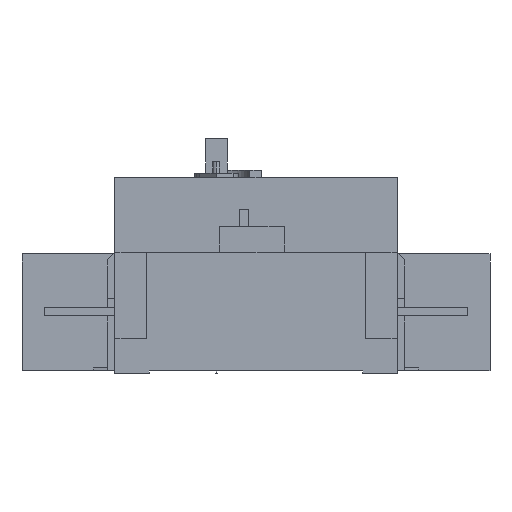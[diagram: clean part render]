
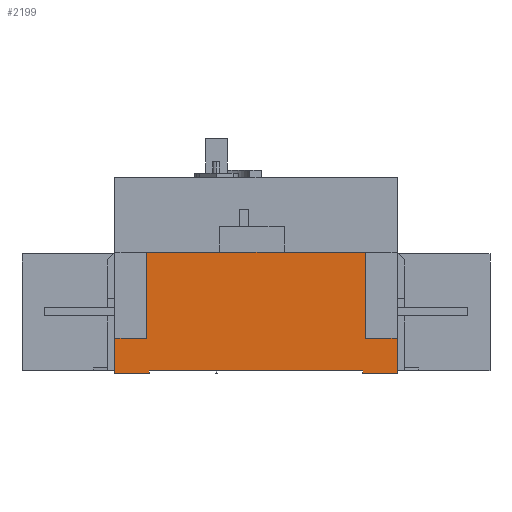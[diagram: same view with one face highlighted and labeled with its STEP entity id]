
A CAD part, left-side view. The second image highlights one B-rep face of the part: STEP entity #2199.
In plain terms, the highlighted planar face has unit normal (-1, 0, 0).
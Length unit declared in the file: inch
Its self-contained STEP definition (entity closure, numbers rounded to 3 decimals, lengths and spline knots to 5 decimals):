
#91 = LINE ( 'NONE', #10806, #4453 ) ;
#97 = VECTOR ( 'NONE', #13283, 39.37008 ) ;
#273 = LINE ( 'NONE', #9571, #12873 ) ;
#578 = VECTOR ( 'NONE', #7275, 39.37008 ) ;
#599 = LINE ( 'NONE', #11625, #97 ) ;
#747 = VERTEX_POINT ( 'NONE', #16939 ) ;
#1946 = VERTEX_POINT ( 'NONE', #3434 ) ;
#2150 = VERTEX_POINT ( 'NONE', #15571 ) ;
#2199 = ADVANCED_FACE ( 'NONE', ( #14319 ), #15153, .T. ) ;
#2312 = ORIENTED_EDGE ( 'NONE', *, *, #18024, .T. ) ;
#2353 = DIRECTION ( 'NONE',  ( 0., 0., 1. ) ) ;
#2928 = VECTOR ( 'NONE', #11229, 39.37008 ) ;
#3044 = ORIENTED_EDGE ( 'NONE', *, *, #5280, .T. ) ;
#3434 = CARTESIAN_POINT ( 'NONE',  ( -5.51181, -4.0748, 0.07874 ) ) ;
#4453 = VECTOR ( 'NONE', #14094, 39.37008 ) ;
#4667 = DIRECTION ( 'NONE',  ( 0., 1., 0. ) ) ;
#5049 = VECTOR ( 'NONE', #10083, 39.37008 ) ;
#5280 = EDGE_CURVE ( 'NONE', #5309, #19990, #20278, .T. ) ;
#5309 = VERTEX_POINT ( 'NONE', #12907 ) ;
#5422 = AXIS2_PLACEMENT_3D ( 'NONE', #13176, #13192, #12748 ) ;
#5846 = LINE ( 'NONE', #8817, #14564 ) ;
#5866 = ORIENTED_EDGE ( 'NONE', *, *, #13704, .T. ) ;
#6138 = CARTESIAN_POINT ( 'NONE',  ( -5.51181, -4.15354, 3.38583 ) ) ;
#6394 = CARTESIAN_POINT ( 'NONE',  ( -5.51181, -1.10236, 0.98425 ) ) ;
#6685 = ORIENTED_EDGE ( 'NONE', *, *, #12179, .T. ) ;
#6738 = VECTOR ( 'NONE', #4667, 39.37008 ) ;
#7081 = ORIENTED_EDGE ( 'NONE', *, *, #11885, .F. ) ;
#7275 = DIRECTION ( 'NONE',  ( 0., 0., -1. ) ) ;
#7539 = CARTESIAN_POINT ( 'NONE',  ( -5.51181, 2.83465, 0.98425 ) ) ;
#7909 = DIRECTION ( 'NONE',  ( 0., 0., -1. ) ) ;
#8694 = CARTESIAN_POINT ( 'NONE',  ( -5.51181, 1.87008, 0. ) ) ;
#8817 = CARTESIAN_POINT ( 'NONE',  ( -5.51181, -1.10236, 0.98425 ) ) ;
#8947 = ORIENTED_EDGE ( 'NONE', *, *, #11754, .T. ) ;
#9053 = VECTOR ( 'NONE', #16214, 39.37008 ) ;
#9188 = LINE ( 'NONE', #10511, #13540 ) ;
#9268 = VECTOR ( 'NONE', #11326, 39.37008 ) ;
#9571 = CARTESIAN_POINT ( 'NONE',  ( -5.51181, 1.94882, 1.85039 ) ) ;
#9618 = EDGE_CURVE ( 'NONE', #747, #19990, #599, .T. ) ;
#10083 = DIRECTION ( 'NONE',  ( 0., -1., 0. ) ) ;
#10165 = VERTEX_POINT ( 'NONE', #10238 ) ;
#10238 = CARTESIAN_POINT ( 'NONE',  ( -5.51181, 1.94882, 0.98425 ) ) ;
#10511 = CARTESIAN_POINT ( 'NONE',  ( -5.51181, -4.15354, 1.85039 ) ) ;
#10592 = EDGE_CURVE ( 'NONE', #20385, #2150, #13768, .T. ) ;
#10806 = CARTESIAN_POINT ( 'NONE',  ( -5.51181, -1.10236, 0.07874 ) ) ;
#10827 = CARTESIAN_POINT ( 'NONE',  ( -5.51181, -5.03937, 0.98425 ) ) ;
#11094 = CARTESIAN_POINT ( 'NONE',  ( -5.51181, -4.0748, 0. ) ) ;
#11184 = CARTESIAN_POINT ( 'NONE',  ( -5.51181, -1.10236, 3.38583 ) ) ;
#11229 = DIRECTION ( 'NONE',  ( 0., -1., 0. ) ) ;
#11326 = DIRECTION ( 'NONE',  ( 0., 1., 0. ) ) ;
#11536 = EDGE_CURVE ( 'NONE', #1946, #20385, #13166, .T. ) ;
#11625 = CARTESIAN_POINT ( 'NONE',  ( -5.51181, 1.87008, 0.03937 ) ) ;
#11754 = EDGE_CURVE ( 'NONE', #17118, #13677, #16946, .T. ) ;
#11811 = CARTESIAN_POINT ( 'NONE',  ( -5.51181, 1.94882, 3.38583 ) ) ;
#11885 = EDGE_CURVE ( 'NONE', #5309, #14894, #20424, .T. ) ;
#12179 = EDGE_CURVE ( 'NONE', #13677, #10165, #273, .T. ) ;
#12748 = DIRECTION ( 'NONE',  ( 0., 0., 1. ) ) ;
#12873 = VECTOR ( 'NONE', #7909, 39.37008 ) ;
#12907 = CARTESIAN_POINT ( 'NONE',  ( -5.51181, 2.83465, 0. ) ) ;
#13166 = LINE ( 'NONE', #17046, #578 ) ;
#13176 = CARTESIAN_POINT ( 'NONE',  ( -5.51181, -1.10236, 1.85039 ) ) ;
#13192 = DIRECTION ( 'NONE',  ( -1., 0., 0. ) ) ;
#13283 = DIRECTION ( 'NONE',  ( 0., 0., -1. ) ) ;
#13457 = CARTESIAN_POINT ( 'NONE',  ( -5.51181, -1.10236, 0. ) ) ;
#13493 = EDGE_LOOP ( 'NONE', ( #20838, #8947, #6685, #2312, #7081, #3044, #17348, #14819, #13713, #18341, #16695, #5866 ) ) ;
#13540 = VECTOR ( 'NONE', #2353, 39.37008 ) ;
#13609 = LINE ( 'NONE', #6394, #9268 ) ;
#13677 = VERTEX_POINT ( 'NONE', #11811 ) ;
#13704 = EDGE_CURVE ( 'NONE', #16852, #21022, #5846, .T. ) ;
#13713 = ORIENTED_EDGE ( 'NONE', *, *, #11536, .T. ) ;
#13768 = LINE ( 'NONE', #13457, #5049 ) ;
#13769 = EDGE_CURVE ( 'NONE', #21022, #17118, #9188, .T. ) ;
#14094 = DIRECTION ( 'NONE',  ( 0., 1., 0. ) ) ;
#14319 = FACE_OUTER_BOUND ( 'NONE', #13493, .T. ) ;
#14564 = VECTOR ( 'NONE', #20178, 39.37008 ) ;
#14582 = DIRECTION ( 'NONE',  ( 0., 0., 1. ) ) ;
#14819 = ORIENTED_EDGE ( 'NONE', *, *, #14916, .F. ) ;
#14894 = VERTEX_POINT ( 'NONE', #7539 ) ;
#14916 = EDGE_CURVE ( 'NONE', #1946, #747, #91, .T. ) ;
#15141 = EDGE_CURVE ( 'NONE', #2150, #16852, #17740, .T. ) ;
#15153 = PLANE ( 'NONE',  #5422 ) ;
#15571 = CARTESIAN_POINT ( 'NONE',  ( -5.51181, -5.03937, 0. ) ) ;
#16138 = VECTOR ( 'NONE', #14582, 39.37008 ) ;
#16195 = CARTESIAN_POINT ( 'NONE',  ( -5.51181, 2.83465, 1.85039 ) ) ;
#16214 = DIRECTION ( 'NONE',  ( 0., 0., 1. ) ) ;
#16695 = ORIENTED_EDGE ( 'NONE', *, *, #15141, .T. ) ;
#16852 = VERTEX_POINT ( 'NONE', #10827 ) ;
#16939 = CARTESIAN_POINT ( 'NONE',  ( -5.51181, 1.87008, 0.07874 ) ) ;
#16946 = LINE ( 'NONE', #11184, #6738 ) ;
#17046 = CARTESIAN_POINT ( 'NONE',  ( -5.51181, -4.0748, 1.85039 ) ) ;
#17118 = VERTEX_POINT ( 'NONE', #6138 ) ;
#17348 = ORIENTED_EDGE ( 'NONE', *, *, #9618, .F. ) ;
#17740 = LINE ( 'NONE', #21032, #9053 ) ;
#18024 = EDGE_CURVE ( 'NONE', #10165, #14894, #13609, .T. ) ;
#18341 = ORIENTED_EDGE ( 'NONE', *, *, #10592, .T. ) ;
#19990 = VERTEX_POINT ( 'NONE', #8694 ) ;
#20178 = DIRECTION ( 'NONE',  ( 0., 1., 0. ) ) ;
#20278 = LINE ( 'NONE', #20903, #2928 ) ;
#20385 = VERTEX_POINT ( 'NONE', #11094 ) ;
#20424 = LINE ( 'NONE', #16195, #16138 ) ;
#20499 = CARTESIAN_POINT ( 'NONE',  ( -5.51181, -4.15354, 0.98425 ) ) ;
#20838 = ORIENTED_EDGE ( 'NONE', *, *, #13769, .T. ) ;
#20903 = CARTESIAN_POINT ( 'NONE',  ( -5.51181, -1.10236, 0. ) ) ;
#21022 = VERTEX_POINT ( 'NONE', #20499 ) ;
#21032 = CARTESIAN_POINT ( 'NONE',  ( -5.51181, -5.03937, 1.85039 ) ) ;
